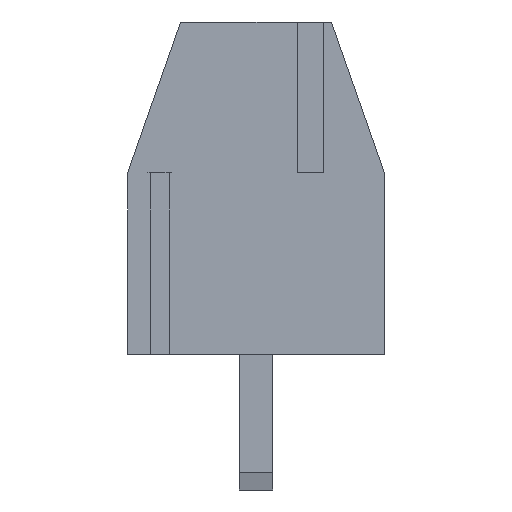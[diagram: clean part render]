
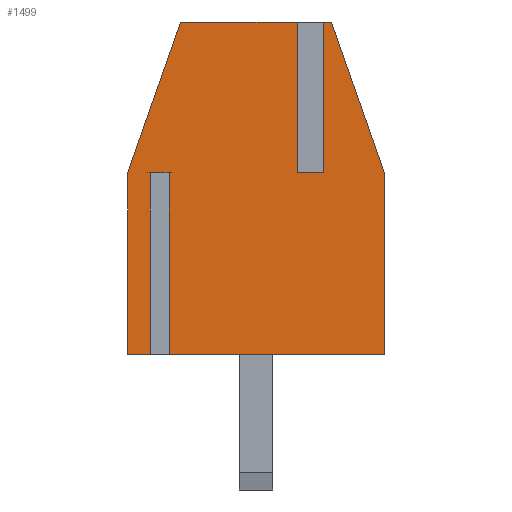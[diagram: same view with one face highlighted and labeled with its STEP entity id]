
A CAD part, left-side view. The second image highlights one B-rep face of the part: STEP entity #1499.
In plain terms, the highlighted planar face has unit normal (-1, 0, 0).
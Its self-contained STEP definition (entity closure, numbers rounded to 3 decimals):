
#1499 = ADVANCED_FACE('',(#1500),#1614,.F.);
#1500 = FACE_BOUND('',#1501,.F.);
#1501 = EDGE_LOOP('',(#1502,#1512,#1520,#1528,#1536,#1544,#1552,#1560,
    #1568,#1576,#1584,#1592,#1600,#1608));
#1502 = ORIENTED_EDGE('',*,*,#1503,.T.);
#1503 = EDGE_CURVE('',#1504,#1506,#1508,.T.);
#1504 = VERTEX_POINT('',#1505);
#1505 = CARTESIAN_POINT('',(-1.75,-2.,8.8));
#1506 = VERTEX_POINT('',#1507);
#1507 = CARTESIAN_POINT('',(-1.75,-3.4,4.8));
#1508 = LINE('',#1509,#1510);
#1509 = CARTESIAN_POINT('',(-1.75,-2.,8.8));
#1510 = VECTOR('',#1511,1.);
#1511 = DIRECTION('',(0.,-0.33,-0.944));
#1512 = ORIENTED_EDGE('',*,*,#1513,.T.);
#1513 = EDGE_CURVE('',#1506,#1514,#1516,.T.);
#1514 = VERTEX_POINT('',#1515);
#1515 = CARTESIAN_POINT('',(-1.75,-3.4,-0.));
#1516 = LINE('',#1517,#1518);
#1517 = CARTESIAN_POINT('',(-1.75,-3.4,4.8));
#1518 = VECTOR('',#1519,1.);
#1519 = DIRECTION('',(0.,0.,-1.));
#1520 = ORIENTED_EDGE('',*,*,#1521,.T.);
#1521 = EDGE_CURVE('',#1514,#1522,#1524,.T.);
#1522 = VERTEX_POINT('',#1523);
#1523 = CARTESIAN_POINT('',(-1.75,2.3,0.));
#1524 = LINE('',#1525,#1526);
#1525 = CARTESIAN_POINT('',(-1.75,-3.4,0.));
#1526 = VECTOR('',#1527,1.);
#1527 = DIRECTION('',(0.,1.,0.));
#1528 = ORIENTED_EDGE('',*,*,#1529,.F.);
#1529 = EDGE_CURVE('',#1530,#1522,#1532,.T.);
#1530 = VERTEX_POINT('',#1531);
#1531 = CARTESIAN_POINT('',(-1.75,2.3,4.8));
#1532 = LINE('',#1533,#1534);
#1533 = CARTESIAN_POINT('',(-1.75,2.3,4.8));
#1534 = VECTOR('',#1535,1.);
#1535 = DIRECTION('',(0.,0.,-1.));
#1536 = ORIENTED_EDGE('',*,*,#1537,.T.);
#1537 = EDGE_CURVE('',#1530,#1538,#1540,.T.);
#1538 = VERTEX_POINT('',#1539);
#1539 = CARTESIAN_POINT('',(-1.75,2.8,4.8));
#1540 = LINE('',#1541,#1542);
#1541 = CARTESIAN_POINT('',(-1.75,2.3,4.8));
#1542 = VECTOR('',#1543,1.);
#1543 = DIRECTION('',(0.,1.,0.));
#1544 = ORIENTED_EDGE('',*,*,#1545,.T.);
#1545 = EDGE_CURVE('',#1538,#1546,#1548,.T.);
#1546 = VERTEX_POINT('',#1547);
#1547 = CARTESIAN_POINT('',(-1.75,2.8,0.));
#1548 = LINE('',#1549,#1550);
#1549 = CARTESIAN_POINT('',(-1.75,2.8,4.8));
#1550 = VECTOR('',#1551,1.);
#1551 = DIRECTION('',(0.,0.,-1.));
#1552 = ORIENTED_EDGE('',*,*,#1553,.T.);
#1553 = EDGE_CURVE('',#1546,#1554,#1556,.T.);
#1554 = VERTEX_POINT('',#1555);
#1555 = CARTESIAN_POINT('',(-1.75,3.4,0.));
#1556 = LINE('',#1557,#1558);
#1557 = CARTESIAN_POINT('',(-1.75,-3.4,0.));
#1558 = VECTOR('',#1559,1.);
#1559 = DIRECTION('',(0.,1.,0.));
#1560 = ORIENTED_EDGE('',*,*,#1561,.T.);
#1561 = EDGE_CURVE('',#1554,#1562,#1564,.T.);
#1562 = VERTEX_POINT('',#1563);
#1563 = CARTESIAN_POINT('',(-1.75,3.4,4.8));
#1564 = LINE('',#1565,#1566);
#1565 = CARTESIAN_POINT('',(-1.75,3.4,0.));
#1566 = VECTOR('',#1567,1.);
#1567 = DIRECTION('',(0.,0.,1.));
#1568 = ORIENTED_EDGE('',*,*,#1569,.T.);
#1569 = EDGE_CURVE('',#1562,#1570,#1572,.T.);
#1570 = VERTEX_POINT('',#1571);
#1571 = CARTESIAN_POINT('',(-1.75,2.,8.8));
#1572 = LINE('',#1573,#1574);
#1573 = CARTESIAN_POINT('',(-1.75,3.4,4.8));
#1574 = VECTOR('',#1575,1.);
#1575 = DIRECTION('',(0.,-0.33,0.944));
#1576 = ORIENTED_EDGE('',*,*,#1577,.T.);
#1577 = EDGE_CURVE('',#1570,#1578,#1580,.T.);
#1578 = VERTEX_POINT('',#1579);
#1579 = CARTESIAN_POINT('',(-1.75,-1.2,8.8));
#1580 = LINE('',#1581,#1582);
#1581 = CARTESIAN_POINT('',(-1.75,2.,8.8));
#1582 = VECTOR('',#1583,1.);
#1583 = DIRECTION('',(0.,-1.,0.));
#1584 = ORIENTED_EDGE('',*,*,#1585,.F.);
#1585 = EDGE_CURVE('',#1586,#1578,#1588,.T.);
#1586 = VERTEX_POINT('',#1587);
#1587 = CARTESIAN_POINT('',(-1.75,-1.2,4.8));
#1588 = LINE('',#1589,#1590);
#1589 = CARTESIAN_POINT('',(-1.75,-1.2,4.8));
#1590 = VECTOR('',#1591,1.);
#1591 = DIRECTION('',(0.,0.,1.));
#1592 = ORIENTED_EDGE('',*,*,#1593,.T.);
#1593 = EDGE_CURVE('',#1586,#1594,#1596,.T.);
#1594 = VERTEX_POINT('',#1595);
#1595 = CARTESIAN_POINT('',(-1.75,-1.7,4.8));
#1596 = LINE('',#1597,#1598);
#1597 = CARTESIAN_POINT('',(-1.75,-1.2,4.8));
#1598 = VECTOR('',#1599,1.);
#1599 = DIRECTION('',(0.,-1.,0.));
#1600 = ORIENTED_EDGE('',*,*,#1601,.T.);
#1601 = EDGE_CURVE('',#1594,#1602,#1604,.T.);
#1602 = VERTEX_POINT('',#1603);
#1603 = CARTESIAN_POINT('',(-1.75,-1.7,8.8));
#1604 = LINE('',#1605,#1606);
#1605 = CARTESIAN_POINT('',(-1.75,-1.7,4.8));
#1606 = VECTOR('',#1607,1.);
#1607 = DIRECTION('',(0.,0.,1.));
#1608 = ORIENTED_EDGE('',*,*,#1609,.T.);
#1609 = EDGE_CURVE('',#1602,#1504,#1610,.T.);
#1610 = LINE('',#1611,#1612);
#1611 = CARTESIAN_POINT('',(-1.75,2.,8.8));
#1612 = VECTOR('',#1613,1.);
#1613 = DIRECTION('',(0.,-1.,0.));
#1614 = PLANE('',#1615);
#1615 = AXIS2_PLACEMENT_3D('',#1616,#1617,#1618);
#1616 = CARTESIAN_POINT('',(-1.75,0.,4.013));
#1617 = DIRECTION('',(1.,0.,0.));
#1618 = DIRECTION('',(0.,0.,1.));
